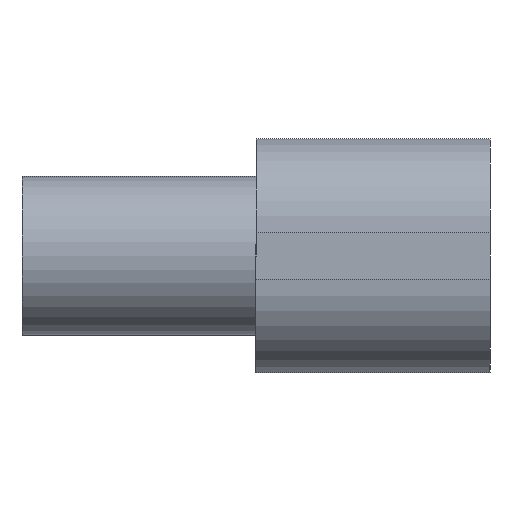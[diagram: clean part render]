
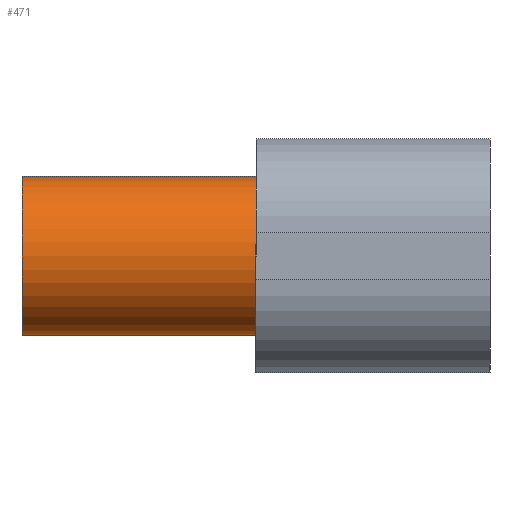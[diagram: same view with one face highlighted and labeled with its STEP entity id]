
A CAD part, front view. The second image highlights one B-rep face of the part: STEP entity #471.
In plain terms, the highlighted cylindrical face has radius 8.5 mm (diameter 17 mm), a partial arc.
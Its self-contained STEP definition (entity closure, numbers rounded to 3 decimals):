
#11 = DIRECTION ( 'NONE',  ( 0., 0., 1. ) ) ;
#14 = VERTEX_POINT ( 'NONE', #415 ) ;
#21 = AXIS2_PLACEMENT_3D ( 'NONE', #268, #470, #265 ) ;
#22 = EDGE_CURVE ( 'NONE', #329, #485, #443, .T. ) ;
#51 = DIRECTION ( 'NONE',  ( 1., 0., 0. ) ) ;
#53 = CARTESIAN_POINT ( 'NONE',  ( 0., -343.62, -8.5 ) ) ;
#55 = CARTESIAN_POINT ( 'NONE',  ( -25., -343.62, -8.5 ) ) ;
#82 = AXIS2_PLACEMENT_3D ( 'NONE', #215, #377, #11 ) ;
#108 = DIRECTION ( 'NONE',  ( 0., 0., 1. ) ) ;
#113 = CIRCLE ( 'NONE', #21, 8.5 ) ;
#128 = ORIENTED_EDGE ( 'NONE', *, *, #306, .T. ) ;
#138 = CARTESIAN_POINT ( 'NONE',  ( 0., -343.62, 8.5 ) ) ;
#172 = ORIENTED_EDGE ( 'NONE', *, *, #22, .T. ) ;
#178 = FACE_OUTER_BOUND ( 'NONE', #324, .T. ) ;
#206 = DIRECTION ( 'NONE',  ( 1., 0., 0. ) ) ;
#215 = CARTESIAN_POINT ( 'NONE',  ( 0., -343.62, 0. ) ) ;
#222 = CARTESIAN_POINT ( 'NONE',  ( -25., -343.62, 0. ) ) ;
#245 = ORIENTED_EDGE ( 'NONE', *, *, #478, .T. ) ;
#251 = AXIS2_PLACEMENT_3D ( 'NONE', #222, #423, #108 ) ;
#259 = ORIENTED_EDGE ( 'NONE', *, *, #321, .F. ) ;
#265 = DIRECTION ( 'NONE',  ( 0., 0., 1. ) ) ;
#268 = CARTESIAN_POINT ( 'NONE',  ( -25., -343.62, 0. ) ) ;
#298 = LINE ( 'NONE', #459, #489 ) ;
#306 = EDGE_CURVE ( 'NONE', #379, #329, #408, .T. ) ;
#321 = EDGE_CURVE ( 'NONE', #14, #485, #298, .T. ) ;
#324 = EDGE_LOOP ( 'NONE', ( #245, #128, #172, #259 ) ) ;
#329 = VERTEX_POINT ( 'NONE', #53 ) ;
#377 = DIRECTION ( 'NONE',  ( -1., 0., 0. ) ) ;
#379 = VERTEX_POINT ( 'NONE', #55 ) ;
#408 = LINE ( 'NONE', #492, #460 ) ;
#415 = CARTESIAN_POINT ( 'NONE',  ( -25., -343.62, 8.5 ) ) ;
#423 = DIRECTION ( 'NONE',  ( 1., 0., 0. ) ) ;
#443 = CIRCLE ( 'NONE', #82, 8.5 ) ;
#459 = CARTESIAN_POINT ( 'NONE',  ( -25., -343.62, 8.5 ) ) ;
#460 = VECTOR ( 'NONE', #206, 1000. ) ;
#470 = DIRECTION ( 'NONE',  ( 1., 0., 0. ) ) ;
#471 = ADVANCED_FACE ( 'NONE', ( #178 ), #506, .T. ) ;
#478 = EDGE_CURVE ( 'NONE', #14, #379, #113, .T. ) ;
#485 = VERTEX_POINT ( 'NONE', #138 ) ;
#489 = VECTOR ( 'NONE', #51, 1000. ) ;
#492 = CARTESIAN_POINT ( 'NONE',  ( -25., -343.62, -8.5 ) ) ;
#506 = CYLINDRICAL_SURFACE ( 'NONE', #251, 8.5 ) ;
